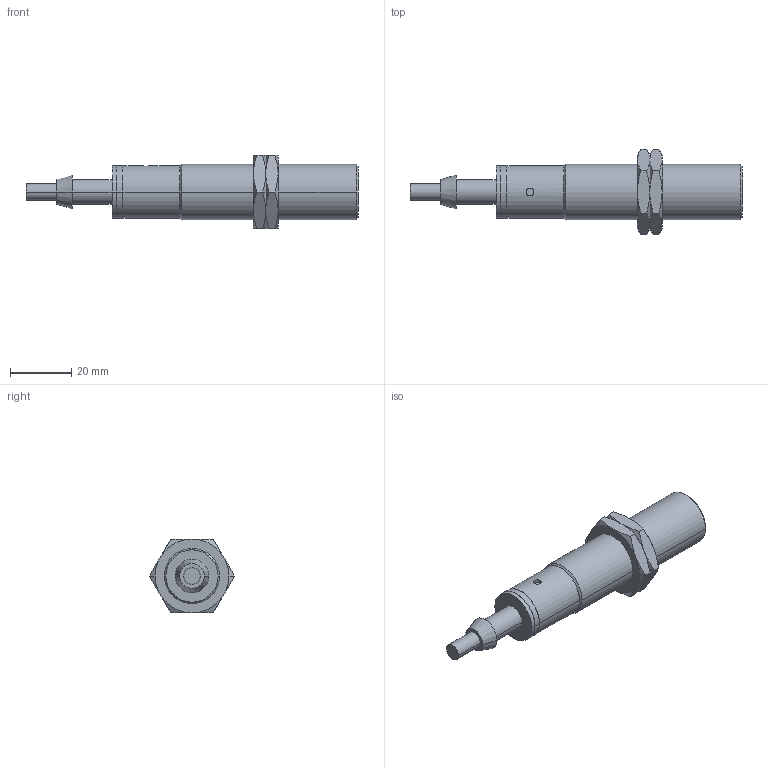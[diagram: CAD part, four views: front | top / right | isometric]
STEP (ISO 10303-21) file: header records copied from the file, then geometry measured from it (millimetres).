
FILE_DESCRIPTION( ( '' ), '1' );
FILE_NAME( 'ig5594_2_03.stp', '2008-05-15T07:22:46', ( '' ), ( '' ), ' ', ' ', ' ' );
FILE_SCHEMA( ( 'CONFIG_CONTROL_DESIGN' ) );
Length unit declared in the file: millimetre
Products named in the file (3): 1; 2; 3
Bounding box: 108 x 27.71 x 24 mm (x, y, z)
Volume: 23072.5 mm3; surface area: 7678.2 mm2
Topology: 3 solids, 3 shells, 95 faces, 197 edges, 117 vertices
Faces by surface type: cone 46, plane 27, cylinder 22
Entity records: 2618 total; most frequent: CARTESIAN_POINT 543, DIRECTION 432, ORIENTED_EDGE 394, EDGE_CURVE 197, AXIS2_PLACEMENT_3D 188, VERTEX_POINT 117, EDGE_LOOP 108, ADVANCED_FACE 95
